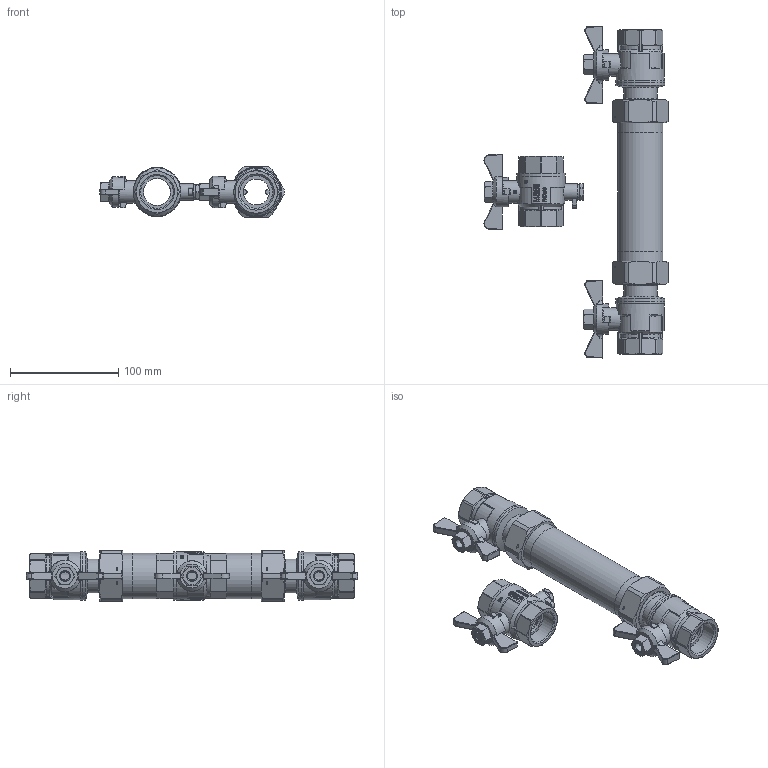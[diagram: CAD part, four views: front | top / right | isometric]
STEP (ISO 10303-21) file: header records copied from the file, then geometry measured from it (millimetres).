
FILE_DESCRIPTION(/* description */ ('Unknown'),/* implementation_level */ '2;1');
FILE_NAME(/* name */ '80100005',/* time_stamp */ '2023-07-10T08:44:43+02:00',/* author */ ('Unknown'),/* organization */ ('Unknown'),/* preprocessor_version */ 'ST-DEVELOPER v18.102',/* originating_system */ 'Solid Edge',/* authorisation */ 'Unknown');
FILE_SCHEMA (('AUTOMOTIVE_DESIGN {1 0 10303 214 3 1 1}'));
Length unit declared in the file: millimetre
Products named in the file (29): 80100005; 708-67-STEP-KUNDE; Verschraubung; _wm; Stopfbuchse; Mutter; Dichtung2; Gehduse; 1; 98708712-1 1_4 - L150; 712-06; Kvrper-co; Einschraubteil; Kvrper; Kugel; Kugeldichtung.1; Dichtung; Schtaube; Spindel; 600-1-Fl_gel-Griff; 600-1-Mutter-fl.g.
Assembly tree (30 placements, depth 4):
  80100005
    708-67-STEP-KUNDE  x2
      Verschraubung
        Verschraubung
      _wm
        _wm
      Stopfbuchse
        Stopfbuchse
      Mutter
        Mutter
      Dichtung2
        Dichtung2
      Gehduse
        Gehduse
      1
        1
    98708712-1 1_4 - L150
    712-06
      Kvrper-co
        Einschraubteil
        Kvrper
        Kugel
        Kugeldichtung.1  x2
        Dichtung
        Schtaube
      Stopfbuchse
      Spindel
      600-1-Fl_gel-Griff
      600-1-Mutter-fl.g.
Bounding box: 170.34 x 307 x 46.5 mm (x, y, z)
Volume: 262292.9 mm3; surface area: 158036.4 mm2
Topology: 26 solids, 26 shells, 1685 faces, 4539 edges, 2967 vertices
Faces by surface type: plane 1136, cylinder 282, cone 203, bspline 40, sphere 17, torus 7
Full cylindrical faces by diameter (mm): 1.5 x3, 5 x1, 5.9 x1, 8.5 x3, 8.8 x1, 8.92 x1, 10 x2, 12 x2, 12.1 x3, 12.5 x3, 13 x1, 14 x1, 14.5 x3, 15 x1, 16 x3, 16.376 x2, 16.5 x1, 18 x3, 20 x1, 21 x3, 22.5 x3, 24 x4, 25 x7, 26.5 x2, 30.291 x4, 31 x6, 33 x4, 33.4 x1, 36.5 x2, 38.376 x2
Entity records: 56372 total; most frequent: CARTESIAN_POINT 18852, DIRECTION 8230, ORIENTED_EDGE 7430, EDGE_CURVE 3715, AXIS2_PLACEMENT_3D 3406, VERTEX_POINT 2516, FACE_BOUND 1655, EDGE_LOOP 1654
